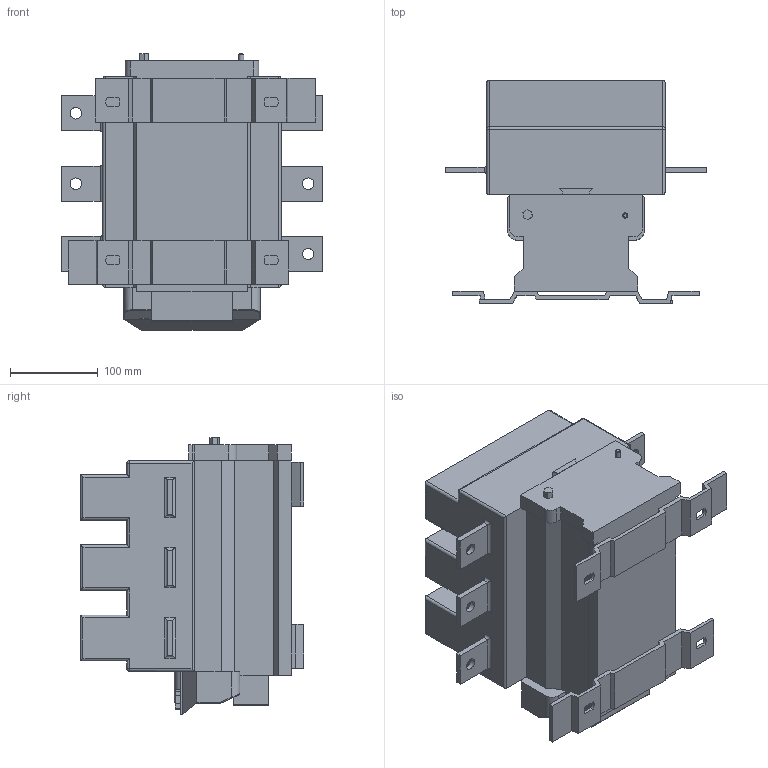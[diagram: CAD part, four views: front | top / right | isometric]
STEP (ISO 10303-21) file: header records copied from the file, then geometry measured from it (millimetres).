
FILE_DESCRIPTION (( 'STEP AP203' ), '1' );
FILE_NAME ('ﾊﾒﾝ-630ﾀ.STEP', '2018-03-13T10:30:35', ( '' ), ( '' ), 'SwSTEP 2.0', 'SolidWorks 2017', '' );
FILE_SCHEMA (( 'CONFIG_CONTROL_DESIGN' ));
Length unit declared in the file: millimetre
Products named in the file (1): ﾊﾒﾝ-630ﾀ
Bounding box: 297 x 254 x 315 mm (x, y, z)
Volume: 9637034.6 mm3; surface area: 527130.7 mm2
Topology: 4 solids, 4 shells, 363 faces, 948 edges, 604 vertices
Faces by surface type: plane 264, cylinder 91, sphere 4, cone 2, bspline 2
Entity records: 11038 total; most frequent: CARTESIAN_POINT 2123, ORIENTED_EDGE 1888, DIRECTION 1716, EDGE_CURVE 944, LINE 794, VECTOR 794, VERTEX_POINT 604, AXIS2_PLACEMENT_3D 461
